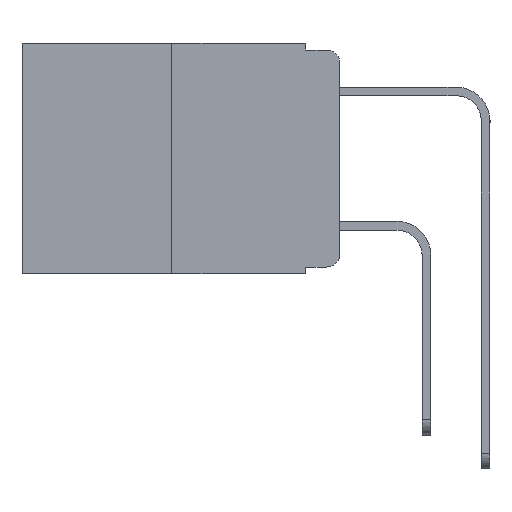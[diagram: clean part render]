
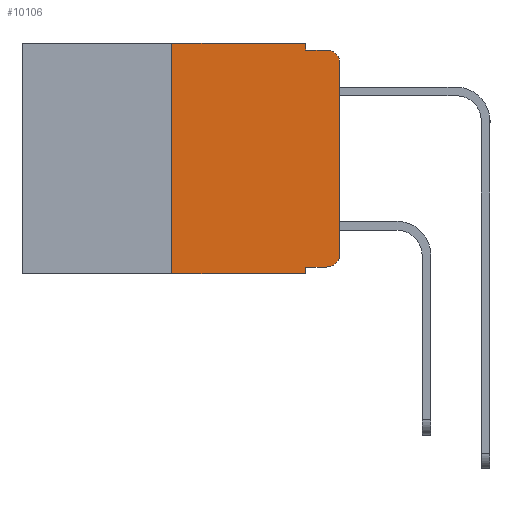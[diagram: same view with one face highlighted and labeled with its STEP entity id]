
A CAD part, left-side view. The second image highlights one B-rep face of the part: STEP entity #10106.
In plain terms, the highlighted planar face has unit normal (-1, 0, 0).
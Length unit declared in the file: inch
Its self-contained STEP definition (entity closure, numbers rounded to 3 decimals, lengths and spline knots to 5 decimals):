
#130 = VECTOR ( 'NONE', #5040, 39.37008 ) ;
#131 = ORIENTED_EDGE ( 'NONE', *, *, #15590, .T. ) ;
#217 = DIRECTION ( 'NONE',  ( 0., 0., -1. ) ) ;
#279 = AXIS2_PLACEMENT_3D ( 'NONE', #11096, #2103, #12542 ) ;
#306 = CARTESIAN_POINT ( 'NONE',  ( 0., 0., -0.03 ) ) ;
#311 = EDGE_CURVE ( 'NONE', #920, #18603, #11125, .T. ) ;
#920 = VERTEX_POINT ( 'NONE', #11619 ) ;
#1319 = ORIENTED_EDGE ( 'NONE', *, *, #311, .F. ) ;
#1332 = CIRCLE ( 'NONE', #15592, 0.02 ) ;
#1361 = EDGE_CURVE ( 'NONE', #14197, #18603, #1332, .T. ) ;
#1602 = ORIENTED_EDGE ( 'NONE', *, *, #14647, .T. ) ;
#2103 = DIRECTION ( 'NONE',  ( -1., 0., 0. ) ) ;
#2122 = CARTESIAN_POINT ( 'NONE',  ( 0., 0.473, -0.343 ) ) ;
#2568 = DIRECTION ( 'NONE',  ( 0., -1., 0. ) ) ;
#2634 = VERTEX_POINT ( 'NONE', #4303 ) ;
#2823 = DIRECTION ( 'NONE',  ( 0., 0., 1. ) ) ;
#3430 = EDGE_CURVE ( 'NONE', #6247, #14197, #8175, .T. ) ;
#3436 = CARTESIAN_POINT ( 'NONE',  ( 0., 0.051, 0. ) ) ;
#3928 = CARTESIAN_POINT ( 'NONE',  ( 0., 0.051, -0.343 ) ) ;
#4303 = CARTESIAN_POINT ( 'NONE',  ( 0., 0.02, -0.333 ) ) ;
#4719 = ORIENTED_EDGE ( 'NONE', *, *, #18397, .F. ) ;
#5040 = DIRECTION ( 'NONE',  ( 0., -1., 0. ) ) ;
#5328 = DIRECTION ( 'NONE',  ( -1., 0., 0. ) ) ;
#5431 = CARTESIAN_POINT ( 'NONE',  ( 0., 0.02, -0.01 ) ) ;
#5713 = ORIENTED_EDGE ( 'NONE', *, *, #17748, .F. ) ;
#6247 = VERTEX_POINT ( 'NONE', #10506 ) ;
#6302 = VECTOR ( 'NONE', #17229, 39.37008 ) ;
#6907 = VERTEX_POINT ( 'NONE', #3436 ) ;
#7825 = VECTOR ( 'NONE', #10926, 39.37008 ) ;
#7866 = PLANE ( 'NONE',  #12200 ) ;
#8150 = EDGE_CURVE ( 'NONE', #14648, #8602, #17812, .T. ) ;
#8175 = LINE ( 'NONE', #16296, #6302 ) ;
#8550 = VECTOR ( 'NONE', #2823, 39.37008 ) ;
#8578 = VECTOR ( 'NONE', #17945, 39.37008 ) ;
#8602 = VERTEX_POINT ( 'NONE', #3928 ) ;
#8871 = CARTESIAN_POINT ( 'NONE',  ( 0., 0.25, 0. ) ) ;
#9396 = DIRECTION ( 'NONE',  ( 1., 0., 0. ) ) ;
#9515 = CARTESIAN_POINT ( 'NONE',  ( 0., 0.051, 0. ) ) ;
#9571 = LINE ( 'NONE', #17360, #12909 ) ;
#9610 = VERTEX_POINT ( 'NONE', #14000 ) ;
#9690 = CARTESIAN_POINT ( 'NONE',  ( 0., 0.25, -0.343 ) ) ;
#10106 = ADVANCED_FACE ( 'NONE', ( #13548 ), #7866, .F. ) ;
#10257 = VECTOR ( 'NONE', #2568, 39.37008 ) ;
#10330 = DIRECTION ( 'NONE',  ( 0., -1., 0. ) ) ;
#10506 = CARTESIAN_POINT ( 'NONE',  ( 0., 0., -0.313 ) ) ;
#10926 = DIRECTION ( 'NONE',  ( 0., 0., -1. ) ) ;
#11096 = CARTESIAN_POINT ( 'NONE',  ( 0., 0.02, -0.313 ) ) ;
#11125 = LINE ( 'NONE', #11641, #10257 ) ;
#11619 = CARTESIAN_POINT ( 'NONE',  ( 0., 0.051, -0.01 ) ) ;
#11641 = CARTESIAN_POINT ( 'NONE',  ( 0., 0.051, -0.01 ) ) ;
#11857 = EDGE_LOOP ( 'NONE', ( #13006, #18878, #1319, #4719, #5713, #18507, #16108, #17002, #131, #1602 ) ) ;
#12200 = AXIS2_PLACEMENT_3D ( 'NONE', #17840, #9396, #217 ) ;
#12391 = LINE ( 'NONE', #8871, #8550 ) ;
#12542 = DIRECTION ( 'NONE',  ( 0., 0., -1. ) ) ;
#12665 = CARTESIAN_POINT ( 'NONE',  ( 0., 0.25, 0. ) ) ;
#12909 = VECTOR ( 'NONE', #10330, 39.37008 ) ;
#13006 = ORIENTED_EDGE ( 'NONE', *, *, #3430, .T. ) ;
#13548 = FACE_OUTER_BOUND ( 'NONE', #11857, .T. ) ;
#14000 = CARTESIAN_POINT ( 'NONE',  ( 0., 0.051, -0.333 ) ) ;
#14197 = VERTEX_POINT ( 'NONE', #306 ) ;
#14544 = VECTOR ( 'NONE', #18135, 39.37008 ) ;
#14647 = EDGE_CURVE ( 'NONE', #2634, #6247, #17552, .T. ) ;
#14648 = VERTEX_POINT ( 'NONE', #9690 ) ;
#15213 = CARTESIAN_POINT ( 'NONE',  ( 0., 0.473, 0. ) ) ;
#15462 = LINE ( 'NONE', #15213, #130 ) ;
#15465 = LINE ( 'NONE', #9515, #7825 ) ;
#15590 = EDGE_CURVE ( 'NONE', #9610, #2634, #9571, .T. ) ;
#15592 = AXIS2_PLACEMENT_3D ( 'NONE', #18538, #5328, #18139 ) ;
#16108 = ORIENTED_EDGE ( 'NONE', *, *, #8150, .T. ) ;
#16161 = LINE ( 'NONE', #16539, #8578 ) ;
#16296 = CARTESIAN_POINT ( 'NONE',  ( 0., 0., 0. ) ) ;
#16521 = EDGE_CURVE ( 'NONE', #9610, #8602, #16161, .T. ) ;
#16539 = CARTESIAN_POINT ( 'NONE',  ( 0., 0.051, 0. ) ) ;
#16694 = VERTEX_POINT ( 'NONE', #12665 ) ;
#17002 = ORIENTED_EDGE ( 'NONE', *, *, #16521, .F. ) ;
#17229 = DIRECTION ( 'NONE',  ( 0., 0., 1. ) ) ;
#17360 = CARTESIAN_POINT ( 'NONE',  ( 0., 0.051, -0.333 ) ) ;
#17469 = EDGE_CURVE ( 'NONE', #14648, #16694, #12391, .T. ) ;
#17552 = CIRCLE ( 'NONE', #279, 0.02 ) ;
#17748 = EDGE_CURVE ( 'NONE', #16694, #6907, #15462, .T. ) ;
#17812 = LINE ( 'NONE', #2122, #14544 ) ;
#17840 = CARTESIAN_POINT ( 'NONE',  ( 0., 0.473, 0. ) ) ;
#17945 = DIRECTION ( 'NONE',  ( 0., 0., -1. ) ) ;
#18135 = DIRECTION ( 'NONE',  ( 0., -1., 0. ) ) ;
#18139 = DIRECTION ( 'NONE',  ( 0., 0., -1. ) ) ;
#18397 = EDGE_CURVE ( 'NONE', #6907, #920, #15465, .T. ) ;
#18507 = ORIENTED_EDGE ( 'NONE', *, *, #17469, .F. ) ;
#18538 = CARTESIAN_POINT ( 'NONE',  ( 0., 0.02, -0.03 ) ) ;
#18603 = VERTEX_POINT ( 'NONE', #5431 ) ;
#18878 = ORIENTED_EDGE ( 'NONE', *, *, #1361, .T. ) ;
